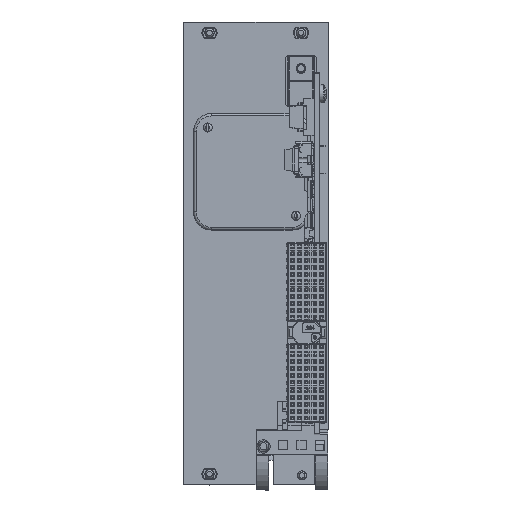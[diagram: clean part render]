
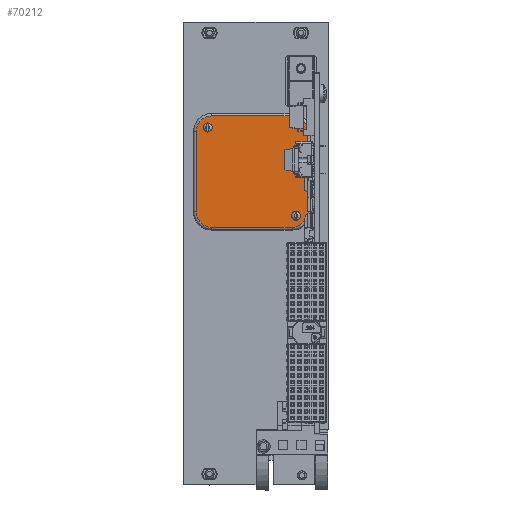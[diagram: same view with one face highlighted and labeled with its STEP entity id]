
A CAD part, top view. The second image highlights one B-rep face of the part: STEP entity #70212.
In plain terms, the highlighted planar face has unit normal (0, 0, 1).
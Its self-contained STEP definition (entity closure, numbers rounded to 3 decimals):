
#1851 = CARTESIAN_POINT ( 'NONE',  ( -39.004, 46.676, 52.521 ) ) ;
#1854 = DIRECTION ( 'NONE',  ( 0., 0., 1. ) ) ;
#1857 = DIRECTION ( 'NONE',  ( 0., 1., 0. ) ) ;
#2104 = DIRECTION ( 'NONE',  ( -1., 0., 0. ) ) ;
#2114 = CARTESIAN_POINT ( 'NONE',  ( -39.004, 50.975, 52.521 ) ) ;
#2116 = CARTESIAN_POINT ( 'NONE',  ( -16.704, 46.676, 52.521 ) ) ;
#2119 = DIRECTION ( 'NONE',  ( 0., 0., 1. ) ) ;
#2122 = DIRECTION ( 'NONE',  ( 0., 1., 0. ) ) ;
#55297 = EDGE_LOOP ( 'NONE', ( #68771 ) ) ;
#55309 = EDGE_LOOP ( 'NONE', ( #68741, #68745, #68748, #68752, #68756, #68759, #68763, #68766 ) ) ;
#55312 = EDGE_LOOP ( 'NONE', ( #68737 ) ) ;
#65065 = EDGE_CURVE ( 'NONE', #72376, #72187, #166491, .T. ) ;
#65141 = EDGE_CURVE ( 'NONE', #72358, #72369, #166664, .T. ) ;
#65144 = EDGE_CURVE ( 'NONE', #72369, #72376, #166656, .T. ) ;
#65262 = EDGE_CURVE ( 'NONE', #131654, #131654, #166981, .T. ) ;
#65661 = EDGE_CURVE ( 'NONE', #72181, #72198, #83086, .T. ) ;
#65670 = EDGE_CURVE ( 'NONE', #131690, #131690, #83107, .T. ) ;
#65730 = EDGE_CURVE ( 'NONE', #72187, #72303, #83341, .T. ) ;
#65733 = EDGE_CURVE ( 'NONE', #72303, #72181, #83356, .T. ) ;
#65739 = EDGE_CURVE ( 'NONE', #72198, #72326, #83383, .T. ) ;
#65740 = EDGE_CURVE ( 'NONE', #72326, #72358, #83385, .T. ) ;
#68737 = ORIENTED_EDGE ( 'NONE', *, *, #65262, .F. ) ;
#68741 = ORIENTED_EDGE ( 'NONE', *, *, #65730, .T. ) ;
#68745 = ORIENTED_EDGE ( 'NONE', *, *, #65733, .T. ) ;
#68748 = ORIENTED_EDGE ( 'NONE', *, *, #65661, .T. ) ;
#68752 = ORIENTED_EDGE ( 'NONE', *, *, #65739, .T. ) ;
#68756 = ORIENTED_EDGE ( 'NONE', *, *, #65740, .T. ) ;
#68759 = ORIENTED_EDGE ( 'NONE', *, *, #65141, .T. ) ;
#68763 = ORIENTED_EDGE ( 'NONE', *, *, #65144, .T. ) ;
#68766 = ORIENTED_EDGE ( 'NONE', *, *, #65065, .T. ) ;
#68771 = ORIENTED_EDGE ( 'NONE', *, *, #65670, .F. ) ;
#70212 = ADVANCED_FACE ( 'NONE', ( #183668, #183664, #183663 ), #144502, .F. ) ;
#72181 = VERTEX_POINT ( 'NONE', #192640 ) ;
#72187 = VERTEX_POINT ( 'NONE', #192660 ) ;
#72198 = VERTEX_POINT ( 'NONE', #192710 ) ;
#72303 = VERTEX_POINT ( 'NONE', #193053 ) ;
#72326 = VERTEX_POINT ( 'NONE', #193082 ) ;
#72358 = VERTEX_POINT ( 'NONE', #193101 ) ;
#72369 = VERTEX_POINT ( 'NONE', #193111 ) ;
#72376 = VERTEX_POINT ( 'NONE', #193117 ) ;
#83086 = LINE ( 'NONE', #137549, #83097 ) ;
#83097 = VECTOR ( 'NONE', #137569, 1000. ) ;
#83107 = CIRCLE ( 'NONE', #129311, 1.25 ) ;
#83341 = LINE ( 'NONE', #138295, #83349 ) ;
#83349 = VECTOR ( 'NONE', #138301, 1000. ) ;
#83356 = CIRCLE ( 'NONE', #129357, 4.299 ) ;
#83383 = CIRCLE ( 'NONE', #129361, 4.299 ) ;
#83385 = LINE ( 'NONE', #138381, #83391 ) ;
#83391 = VECTOR ( 'NONE', #138407, 1000. ) ;
#92288 = CARTESIAN_POINT ( 'NONE',  ( -15.605, 23.277, 52.521 ) ) ;
#92290 = DIRECTION ( 'NONE',  ( 0., 0., 1. ) ) ;
#92291 = DIRECTION ( 'NONE',  ( 0., 1., 0. ) ) ;
#103394 = CARTESIAN_POINT ( 'NONE',  ( -15.605, 24.527, 52.521 ) ) ;
#103423 = CARTESIAN_POINT ( 'NONE',  ( -40.103, 49.025, 52.521 ) ) ;
#129061 = AXIS2_PLACEMENT_3D ( 'NONE', #1851, #1854, #1857 ) ;
#129096 = AXIS2_PLACEMENT_3D ( 'NONE', #2116, #2119, #2122 ) ;
#129124 = AXIS2_PLACEMENT_3D ( 'NONE', #92288, #92290, #92291 ) ;
#129311 = AXIS2_PLACEMENT_3D ( 'NONE', #137638, #137641, #137646 ) ;
#129357 = AXIS2_PLACEMENT_3D ( 'NONE', #138350, #138355, #138357 ) ;
#129361 = AXIS2_PLACEMENT_3D ( 'NONE', #138431, #138434, #138437 ) ;
#131654 = VERTEX_POINT ( 'NONE', #103394 ) ;
#131690 = VERTEX_POINT ( 'NONE', #103423 ) ;
#136362 = AXIS2_PLACEMENT_3D ( 'NONE', #144526, #144528, #144529 ) ;
#137549 = CARTESIAN_POINT ( 'NONE',  ( -39.004, 20.077, 52.521 ) ) ;
#137569 = DIRECTION ( 'NONE',  ( 1., 0., 0. ) ) ;
#137638 = CARTESIAN_POINT ( 'NONE',  ( -40.103, 47.775, 52.521 ) ) ;
#137641 = DIRECTION ( 'NONE',  ( 0., 0., 1. ) ) ;
#137646 = DIRECTION ( 'NONE',  ( 0., 1., 0. ) ) ;
#138295 = CARTESIAN_POINT ( 'NONE',  ( -43.303, 46.676, 52.521 ) ) ;
#138301 = DIRECTION ( 'NONE',  ( 0., -1., 0. ) ) ;
#138350 = CARTESIAN_POINT ( 'NONE',  ( -39.004, 24.376, 52.521 ) ) ;
#138355 = DIRECTION ( 'NONE',  ( 0., 0., 1. ) ) ;
#138357 = DIRECTION ( 'NONE',  ( 0., 1., 0. ) ) ;
#138381 = CARTESIAN_POINT ( 'NONE',  ( -12.405, 46.676, 52.521 ) ) ;
#138407 = DIRECTION ( 'NONE',  ( 0., 1., 0. ) ) ;
#138431 = CARTESIAN_POINT ( 'NONE',  ( -16.704, 24.376, 52.521 ) ) ;
#138434 = DIRECTION ( 'NONE',  ( 0., 0., 1. ) ) ;
#138437 = DIRECTION ( 'NONE',  ( 0., 1., 0. ) ) ;
#144502 = PLANE ( 'NONE',  #136362 ) ;
#144526 = CARTESIAN_POINT ( 'NONE',  ( -39.004, 46.676, 52.521 ) ) ;
#144528 = DIRECTION ( 'NONE',  ( 0., 0., -1. ) ) ;
#144529 = DIRECTION ( 'NONE',  ( 0., 1., 0. ) ) ;
#166491 = CIRCLE ( 'NONE', #129061, 4.299 ) ;
#166656 = LINE ( 'NONE', #2114, #166676 ) ;
#166664 = CIRCLE ( 'NONE', #129096, 4.299 ) ;
#166676 = VECTOR ( 'NONE', #2104, 1000. ) ;
#166981 = CIRCLE ( 'NONE', #129124, 1.25 ) ;
#183663 = FACE_BOUND ( 'NONE', #55297, .T. ) ;
#183664 = FACE_OUTER_BOUND ( 'NONE', #55309, .T. ) ;
#183668 = FACE_BOUND ( 'NONE', #55312, .T. ) ;
#192640 = CARTESIAN_POINT ( 'NONE',  ( -39.004, 20.077, 52.521 ) ) ;
#192660 = CARTESIAN_POINT ( 'NONE',  ( -43.303, 46.676, 52.521 ) ) ;
#192710 = CARTESIAN_POINT ( 'NONE',  ( -16.704, 20.077, 52.521 ) ) ;
#193053 = CARTESIAN_POINT ( 'NONE',  ( -43.303, 24.376, 52.521 ) ) ;
#193082 = CARTESIAN_POINT ( 'NONE',  ( -12.405, 24.376, 52.521 ) ) ;
#193101 = CARTESIAN_POINT ( 'NONE',  ( -12.405, 46.676, 52.521 ) ) ;
#193111 = CARTESIAN_POINT ( 'NONE',  ( -16.704, 50.975, 52.521 ) ) ;
#193117 = CARTESIAN_POINT ( 'NONE',  ( -39.004, 50.975, 52.521 ) ) ;
